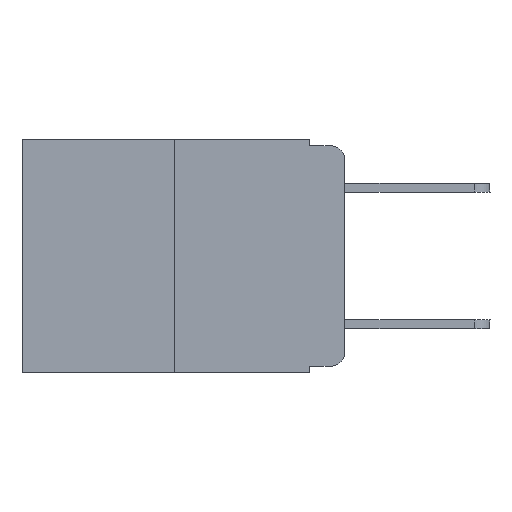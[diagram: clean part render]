
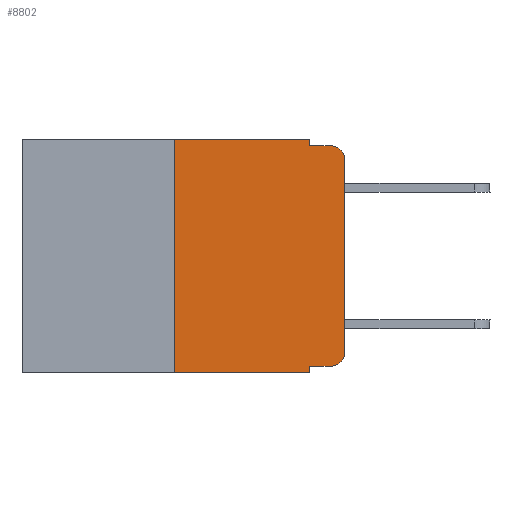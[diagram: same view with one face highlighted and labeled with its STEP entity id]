
A CAD part, left-side view. The second image highlights one B-rep face of the part: STEP entity #8802.
In plain terms, the highlighted planar face has unit normal (-1, 0, 0).
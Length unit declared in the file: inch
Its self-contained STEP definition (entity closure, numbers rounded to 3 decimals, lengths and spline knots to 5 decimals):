
#169 = LINE ( 'NONE', #13715, #2475 ) ;
#235 = LINE ( 'NONE', #15576, #10446 ) ;
#325 = ORIENTED_EDGE ( 'NONE', *, *, #18972, .T. ) ;
#559 = VECTOR ( 'NONE', #2849, 39.37008 ) ;
#1198 = CARTESIAN_POINT ( 'NONE',  ( 0., 0.051, -0.01 ) ) ;
#1314 = VECTOR ( 'NONE', #5561, 39.37008 ) ;
#1317 = ORIENTED_EDGE ( 'NONE', *, *, #2568, .T. ) ;
#2184 = ORIENTED_EDGE ( 'NONE', *, *, #17230, .F. ) ;
#2211 = DIRECTION ( 'NONE',  ( 0., 0., 1. ) ) ;
#2362 = VECTOR ( 'NONE', #5609, 39.37008 ) ;
#2475 = VECTOR ( 'NONE', #2211, 39.37008 ) ;
#2568 = EDGE_CURVE ( 'NONE', #8617, #23113, #20025, .T. ) ;
#2705 = DIRECTION ( 'NONE',  ( 0., 0., -1. ) ) ;
#2744 = EDGE_CURVE ( 'NONE', #11514, #19441, #8962, .T. ) ;
#2849 = DIRECTION ( 'NONE',  ( 0., 0., -1. ) ) ;
#3293 = VERTEX_POINT ( 'NONE', #11467 ) ;
#3371 = LINE ( 'NONE', #1198, #21624 ) ;
#3576 = ORIENTED_EDGE ( 'NONE', *, *, #17659, .T. ) ;
#3781 = FACE_OUTER_BOUND ( 'NONE', #4244, .T. ) ;
#3890 = VERTEX_POINT ( 'NONE', #21597 ) ;
#4244 = EDGE_LOOP ( 'NONE', ( #23052, #9821, #2184, #14748, #23036, #24521, #3576, #14923, #1317, #325 ) ) ;
#4729 = VERTEX_POINT ( 'NONE', #22298 ) ;
#5290 = EDGE_CURVE ( 'NONE', #8617, #15534, #24136, .T. ) ;
#5480 = CARTESIAN_POINT ( 'NONE',  ( 0., 0.051, 0. ) ) ;
#5561 = DIRECTION ( 'NONE',  ( 0., 0., 1. ) ) ;
#5609 = DIRECTION ( 'NONE',  ( 0., 0., -1. ) ) ;
#6369 = DIRECTION ( 'NONE',  ( -1., 0., 0. ) ) ;
#6882 = CARTESIAN_POINT ( 'NONE',  ( 0., 0.051, 0. ) ) ;
#7183 = DIRECTION ( 'NONE',  ( 1., 0., 0. ) ) ;
#7442 = PLANE ( 'NONE',  #15776 ) ;
#8093 = DIRECTION ( 'NONE',  ( 0., -1., 0. ) ) ;
#8142 = DIRECTION ( 'NONE',  ( 0., 0., -1. ) ) ;
#8347 = DIRECTION ( 'NONE',  ( 0., -1., 0. ) ) ;
#8617 = VERTEX_POINT ( 'NONE', #14538 ) ;
#8693 = CARTESIAN_POINT ( 'NONE',  ( 0., 0.051, -0.343 ) ) ;
#8802 = ADVANCED_FACE ( 'NONE', ( #3781 ), #7442, .F. ) ;
#8962 = LINE ( 'NONE', #22949, #1314 ) ;
#8996 = CARTESIAN_POINT ( 'NONE',  ( 0., 0.473, -0.343 ) ) ;
#9301 = AXIS2_PLACEMENT_3D ( 'NONE', #20196, #6369, #2705 ) ;
#9695 = EDGE_CURVE ( 'NONE', #20247, #3890, #12814, .T. ) ;
#9821 = ORIENTED_EDGE ( 'NONE', *, *, #13166, .T. ) ;
#10230 = VECTOR ( 'NONE', #16498, 39.37008 ) ;
#10446 = VECTOR ( 'NONE', #8093, 39.37008 ) ;
#11033 = LINE ( 'NONE', #8996, #10230 ) ;
#11467 = CARTESIAN_POINT ( 'NONE',  ( 0., 0.02, -0.01 ) ) ;
#11514 = VERTEX_POINT ( 'NONE', #22724 ) ;
#11576 = EDGE_CURVE ( 'NONE', #19441, #20247, #235, .T. ) ;
#11659 = AXIS2_PLACEMENT_3D ( 'NONE', #13842, #20199, #8142 ) ;
#12263 = VERTEX_POINT ( 'NONE', #13844 ) ;
#12401 = CARTESIAN_POINT ( 'NONE',  ( 0., 0.051, -0.333 ) ) ;
#12570 = CARTESIAN_POINT ( 'NONE',  ( 0., 0.051, 0. ) ) ;
#12814 = LINE ( 'NONE', #5480, #2362 ) ;
#13166 = EDGE_CURVE ( 'NONE', #12263, #3293, #14902, .T. ) ;
#13715 = CARTESIAN_POINT ( 'NONE',  ( 0., 0., 0. ) ) ;
#13842 = CARTESIAN_POINT ( 'NONE',  ( 0., 0.02, -0.03 ) ) ;
#13844 = CARTESIAN_POINT ( 'NONE',  ( 0., 0., -0.03 ) ) ;
#14538 = CARTESIAN_POINT ( 'NONE',  ( 0., 0.051, -0.333 ) ) ;
#14748 = ORIENTED_EDGE ( 'NONE', *, *, #9695, .F. ) ;
#14902 = CIRCLE ( 'NONE', #11659, 0.02 ) ;
#14923 = ORIENTED_EDGE ( 'NONE', *, *, #5290, .F. ) ;
#15534 = VERTEX_POINT ( 'NONE', #8693 ) ;
#15576 = CARTESIAN_POINT ( 'NONE',  ( 0., 0.473, 0. ) ) ;
#15776 = AXIS2_PLACEMENT_3D ( 'NONE', #23169, #7183, #17217 ) ;
#16498 = DIRECTION ( 'NONE',  ( 0., -1., 0. ) ) ;
#17217 = DIRECTION ( 'NONE',  ( 0., 0., -1. ) ) ;
#17230 = EDGE_CURVE ( 'NONE', #3890, #3293, #3371, .T. ) ;
#17659 = EDGE_CURVE ( 'NONE', #11514, #15534, #11033, .T. ) ;
#18972 = EDGE_CURVE ( 'NONE', #23113, #4729, #20250, .T. ) ;
#19441 = VERTEX_POINT ( 'NONE', #20810 ) ;
#19965 = CARTESIAN_POINT ( 'NONE',  ( 0., 0.02, -0.333 ) ) ;
#20025 = LINE ( 'NONE', #12401, #25070 ) ;
#20128 = EDGE_CURVE ( 'NONE', #4729, #12263, #169, .T. ) ;
#20196 = CARTESIAN_POINT ( 'NONE',  ( 0., 0.02, -0.313 ) ) ;
#20199 = DIRECTION ( 'NONE',  ( -1., 0., 0. ) ) ;
#20247 = VERTEX_POINT ( 'NONE', #12570 ) ;
#20250 = CIRCLE ( 'NONE', #9301, 0.02 ) ;
#20358 = DIRECTION ( 'NONE',  ( 0., -1., 0. ) ) ;
#20810 = CARTESIAN_POINT ( 'NONE',  ( 0., 0.25, 0. ) ) ;
#21597 = CARTESIAN_POINT ( 'NONE',  ( 0., 0.051, -0.01 ) ) ;
#21624 = VECTOR ( 'NONE', #20358, 39.37008 ) ;
#22298 = CARTESIAN_POINT ( 'NONE',  ( 0., 0., -0.313 ) ) ;
#22724 = CARTESIAN_POINT ( 'NONE',  ( 0., 0.25, -0.343 ) ) ;
#22949 = CARTESIAN_POINT ( 'NONE',  ( 0., 0.25, 0. ) ) ;
#23036 = ORIENTED_EDGE ( 'NONE', *, *, #11576, .F. ) ;
#23052 = ORIENTED_EDGE ( 'NONE', *, *, #20128, .T. ) ;
#23113 = VERTEX_POINT ( 'NONE', #19965 ) ;
#23169 = CARTESIAN_POINT ( 'NONE',  ( 0., 0.473, 0. ) ) ;
#24136 = LINE ( 'NONE', #6882, #559 ) ;
#24521 = ORIENTED_EDGE ( 'NONE', *, *, #2744, .F. ) ;
#25070 = VECTOR ( 'NONE', #8347, 39.37008 ) ;
